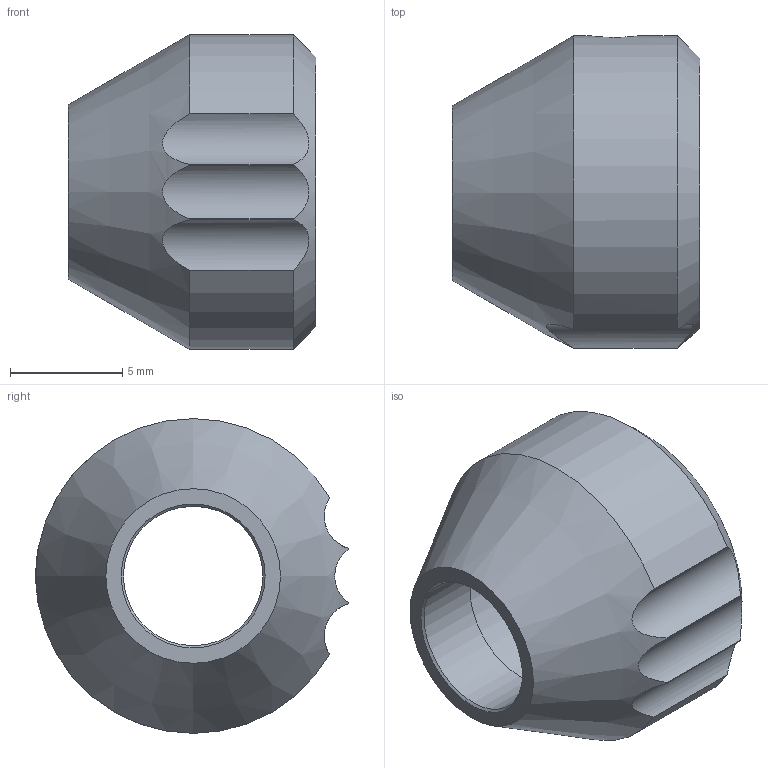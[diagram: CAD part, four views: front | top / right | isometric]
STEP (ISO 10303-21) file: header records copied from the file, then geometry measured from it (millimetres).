
FILE_DESCRIPTION (( 'STEP AP214' ), '1' );
FILE_NAME ('WCC.ER5.102.012.STEP', '2020-09-23T07:22:57', ( '' ), ( '' ), 'SwSTEP 2.0', 'SolidWorks 2017', '' );
FILE_SCHEMA (( 'AUTOMOTIVE_DESIGN' ));
Length unit declared in the file: millimetre
Products named in the file (1): WCC.ER5.102.012
Bounding box: 11 x 13.9 x 14 mm (x, y, z)
Volume: 804.9 mm3; surface area: 862 mm2
Topology: 1 solids, 1 shells, 21 faces, 50 edges, 32 vertices
Faces by surface type: cylinder 10, plane 5, cone 4, torus 2
Full cylindrical faces by diameter (mm): 2 x1, 6.2 x1, 7 x1, 8.5 x1
Entity records: 710 total; most frequent: CARTESIAN_POINT 251, DIRECTION 88, ORIENTED_EDGE 72, AXIS2_PLACEMENT_3D 41, EDGE_CURVE 36, EDGE_LOOP 36, VERTEX_POINT 28, FACE_OUTER_BOUND 27
